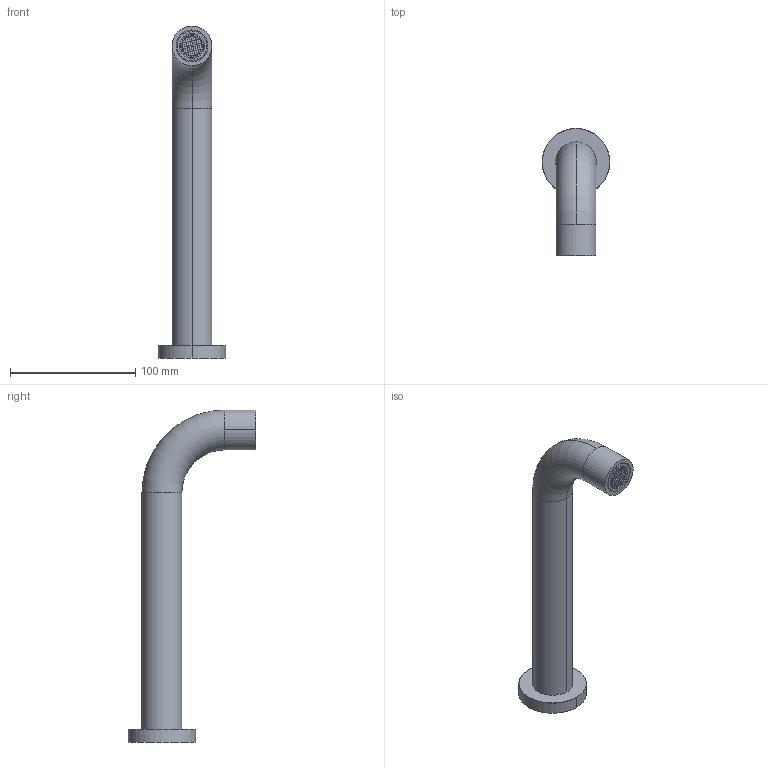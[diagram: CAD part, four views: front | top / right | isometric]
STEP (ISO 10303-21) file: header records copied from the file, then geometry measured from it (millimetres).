
FILE_DESCRIPTION (( 'STEP AP214' ), '1' );
FILE_NAME ('SUSSEX_SCALA_S32WB250_32_wall_outlet_curved_250mm_shell.STEP', '2021-06-25T01:06:43', ( '' ), ( '' ), 'SwSTEP 2.0', 'SolidWorks 2020', '' );
FILE_SCHEMA (( 'AUTOMOTIVE_DESIGN' ));
Length unit declared in the file: millimetre
Products named in the file (1): SUSSEX_SCALA_S32WB250_32_wall_outlet_curved_250mm_shell
Bounding box: 54 x 102 x 264.9 mm (x, y, z)
Volume: 77227 mm3; surface area: 63184.2 mm2
Topology: 5 solids, 5 shells, 273 faces, 970 edges, 522 vertices
Faces by surface type: cylinder 246, plane 17, torus 8, cone 2
Entity records: 24243 total; most frequent: CARTESIAN_POINT 16263, ORIENTED_EDGE 1940, DIRECTION 1120, EDGE_CURVE 970, VERTEX_POINT 522, B_SPLINE_CURVE_WITH_KNOTS 464, VECTOR 440, LINE 440
